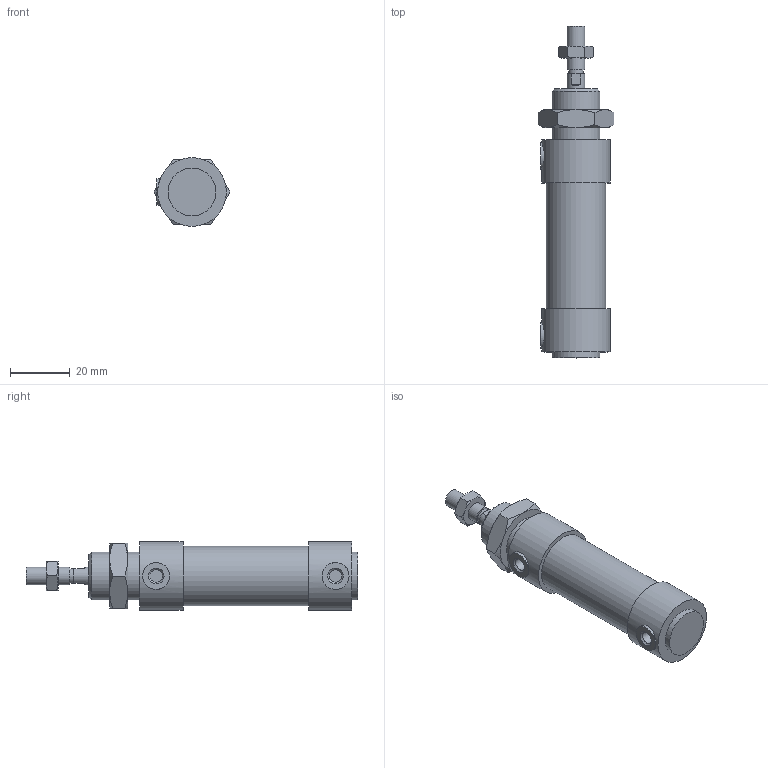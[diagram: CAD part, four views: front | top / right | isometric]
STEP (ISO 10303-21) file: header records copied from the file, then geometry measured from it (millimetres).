
FILE_DESCRIPTION((''),'2;1');
FILE_NAME('1231_16_0015.stp','2006-01-05T13:35:50',('medicfa1'),(''),'Autodesk Inventor 10','Autodesk Inventor 10','');
FILE_SCHEMA(('AUTOMOTIVE_DESIGN { 1 0 10303 214 1 1 1 1 }'));
Length unit declared in the file: millimetre
Products named in the file (5): 1231_16_0015; C1231_16_15; S1230_16_15; 1200_12_05; 1200_12_06
Assembly tree (4 placements, depth 2):
  1231_16_0015
    C1231_16_15
    S1230_16_15
    1200_12_05
    1200_12_06
Bounding box: 25.4 x 111 x 23 mm (x, y, z)
Volume: 31258.4 mm3; surface area: 10552.2 mm2
Topology: 4 solids, 4 shells, 82 faces, 169 edges, 103 vertices
Faces by surface type: plane 36, cone 28, cylinder 13, bspline 5
Full cylindrical faces by diameter (mm): 4.2 x2, 5 x1, 6 x3, 9 x2, 16 x2, 20 x1, 23 x2
Entity records: 2236 total; most frequent: CARTESIAN_POINT 644, DIRECTION 320, ORIENTED_EDGE 270, AXIS2_PLACEMENT_3D 149, EDGE_CURVE 135, EDGE_LOOP 118, VERTEX_POINT 93, FACE_OUTER_BOUND 82
